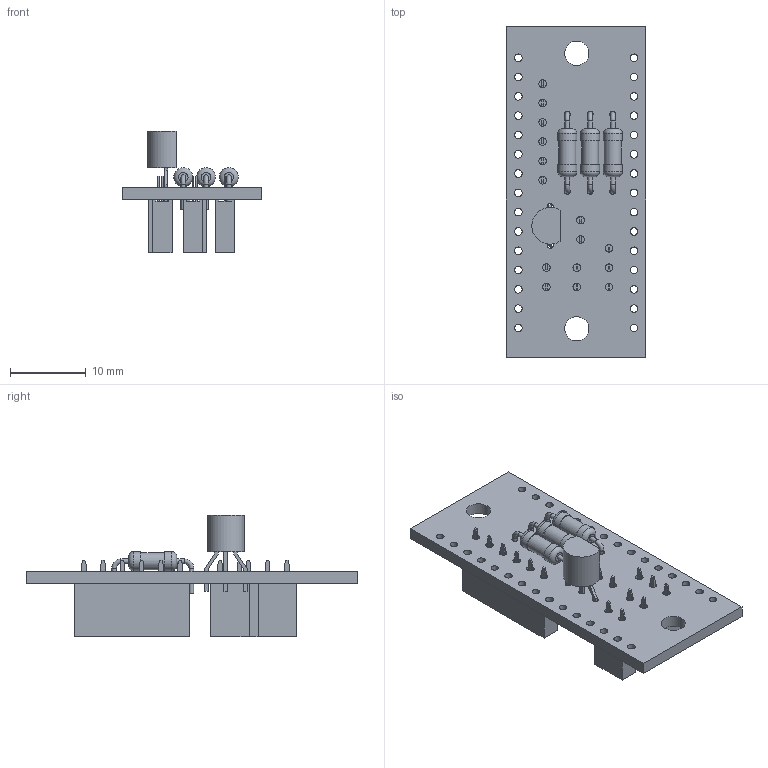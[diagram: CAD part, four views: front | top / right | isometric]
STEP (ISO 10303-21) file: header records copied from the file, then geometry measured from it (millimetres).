
FILE_DESCRIPTION(('KiCad electronic assembly'),'2;1');
FILE_NAME('','2024-12-21T22:01:33',('An Author'),('A Company'), 'Open CASCADE STEP processor 7.5','KiCad to STEP converter','Unknown' );
FILE_SCHEMA(('AUTOMOTIVE_DESIGN { 1 0 10303 214 1 1 1 1 }'));
Length unit declared in the file: millimetre
Products named in the file (12): Open CASCADE STEP translator 7.5 1; R_Axial_DIN0207_L6.3mm_D2.5mm_P10.16mm_Horizontal; SOLID; TO-92_Inline_Wide; PinSocket_1x02_P2.54mm_Vertical; PinSocket_1x06_P2.54mm_Vertical; PinSocket_1x03_P2.54mm_Vertical; COMPOUND
Assembly tree (15 placements, depth 3):
  Open CASCADE STEP translator 7.5 1
    R_Axial_DIN0207_L6.3mm_D2.5mm_P10.16mm_Horizontal  x3
      SOLID
    TO-92_Inline_Wide
      SOLID
    PinSocket_1x02_P2.54mm_Vertical  x3
      SOLID
    PinSocket_1x06_P2.54mm_Vertical
      SOLID
    PinSocket_1x03_P2.54mm_Vertical
      SOLID
    COMPOUND
Bounding box: 18.3 x 43.5 x 16 mm (x, y, z)
Volume: 1987.7 mm3; surface area: 3554 mm2
Topology: 10 solids, 10 shells, 655 faces, 1647 edges, 1072 vertices
Faces by surface type: plane 565, cylinder 78, torus 12
Full cylindrical faces by diameter (mm): 0.6 x12, 0.8 x9, 1 x45, 2.25 x3, 2.5 x6, 3.2 x2
Entity records: 33575 total; most frequent: CARTESIAN_POINT 5028, DIRECTION 4785, LINE 3417, VECTOR 3417, ORIENTED_EDGE 2450, PCURVE 2450, DEFINITIONAL_REPRESENTATION 2450, EDGE_CURVE 1225
